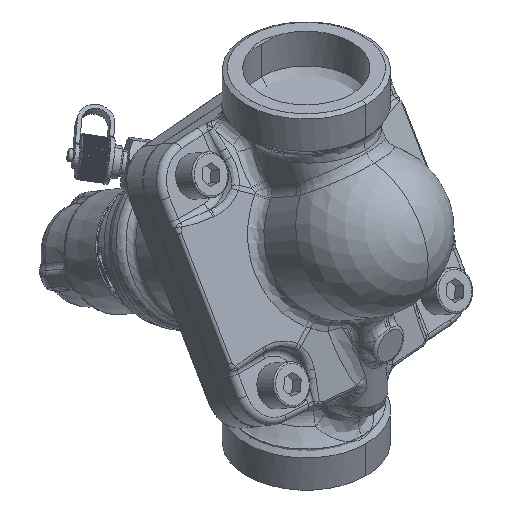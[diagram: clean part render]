
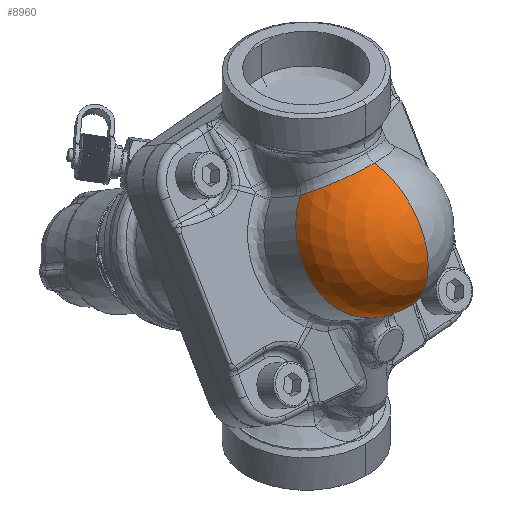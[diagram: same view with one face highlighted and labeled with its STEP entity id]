
A CAD part, isometric view. The second image highlights one B-rep face of the part: STEP entity #8960.
In plain terms, the highlighted spherical face has radius 25 mm.
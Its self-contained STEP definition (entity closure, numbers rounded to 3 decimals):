
#1323=CARTESIAN_POINT('',(0.,-20.956,-23.697));
#1324=DIRECTION('',(0.,0.5,0.866));
#1325=DIRECTION('',(0.,0.866,-0.5));
#1326=AXIS2_PLACEMENT_3D('',#1323,#1324,#1325);
#1913=CARTESIAN_POINT('',(0.,-45.717,
-27.147));
#1944=CARTESIAN_POINT('',(0.,-20.956,-23.697));
#1945=DIRECTION('',(-1.,0.,0.));
#1946=DIRECTION('',(0.,-0.5,-0.866));
#1947=AXIS2_PLACEMENT_3D('',#1944,#1945,#1946);
#1949=CARTESIAN_POINT('',(0.,-20.956,-23.697));
#1950=DIRECTION('',(1.,0.,0.));
#1951=DIRECTION('',(0.,-0.5,-0.866));
#1952=AXIS2_PLACEMENT_3D('',#1949,#1950,#1951);
#1954=CARTESIAN_POINT('',(-16.994,-36.835,
-14.529));
#1955=CARTESIAN_POINT('',(-16.891,-37.432,
-15.371));
#1956=CARTESIAN_POINT('',(-16.5,-38.597,
-17.017));
#1957=CARTESIAN_POINT('',(-15.413,-40.23,
-19.331));
#1958=CARTESIAN_POINT('',(-13.818,-41.747,
-21.485));
#1959=CARTESIAN_POINT('',(-11.849,-43.029,
-23.31));
#1960=CARTESIAN_POINT('',(-9.674,-44.037,
-24.748));
#1961=CARTESIAN_POINT('',(-7.378,-44.794,
-25.828));
#1962=CARTESIAN_POINT('',(-4.98,-45.329,
-26.592));
#1963=CARTESIAN_POINT('',(-2.477,-45.649,
-27.049));
#1964=CARTESIAN_POINT('',(-0.836,-45.717,
-27.147));
#1965=CARTESIAN_POINT('',(0.,-45.717,
-27.147));
#5224=CARTESIAN_POINT('',(0.,-33.456,-45.347));
#5225=CARTESIAN_POINT('',(0.,0.695,-36.197));
#5226=VERTEX_POINT('',#5224);
#5227=VERTEX_POINT('',#5225);
#5232=VERTEX_POINT('',#1913);
#5236=VERTEX_POINT('',#1954);
#8948=CARTESIAN_POINT('',(0.,-20.956,-23.697));
#8949=DIRECTION('',(0.,-0.5,-0.866));
#8950=DIRECTION('',(0.,-0.866,0.5));
#8951=AXIS2_PLACEMENT_3D('',#8948,#8949,#8950);
#8952=SPHERICAL_SURFACE('',#8951,25.);
#8954=ORIENTED_EDGE('',*,*,#8953,.T.);
#8955=ORIENTED_EDGE('',*,*,#8943,.F.);
#8956=ORIENTED_EDGE('',*,*,#8941,.T.);
#8957=ORIENTED_EDGE('',*,*,#7733,.T.);
#8958=EDGE_LOOP('',(#8954,#8955,#8956,#8957));
#8959=FACE_OUTER_BOUND('',#8958,.F.);
#8960=ADVANCED_FACE('',(#8959),#8952,.T.);
#1327=CIRCLE('',#1326,25.);
#1948=CIRCLE('',#1947,25.);
#1953=CIRCLE('',#1952,25.);
#1966=B_SPLINE_CURVE_WITH_KNOTS('',3,(#1954,#1955,#1956,#1957,#1958,#1959,#1960,
#1961,#1962,#1963,#1964,#1965),.UNSPECIFIED.,.F.,.F.,(4,1,1,1,1,1,1,1,1,4),
(0.,0.111,0.222,0.333,0.444,
0.556,0.667,0.778,0.889,1.),
.UNSPECIFIED.);
#7733=EDGE_CURVE('',#5227,#5236,#1327,.T.);
#8941=EDGE_CURVE('',#5226,#5227,#1953,.T.);
#8943=EDGE_CURVE('',#5226,#5232,#1948,.T.);
#8953=EDGE_CURVE('',#5236,#5232,#1966,.T.);
